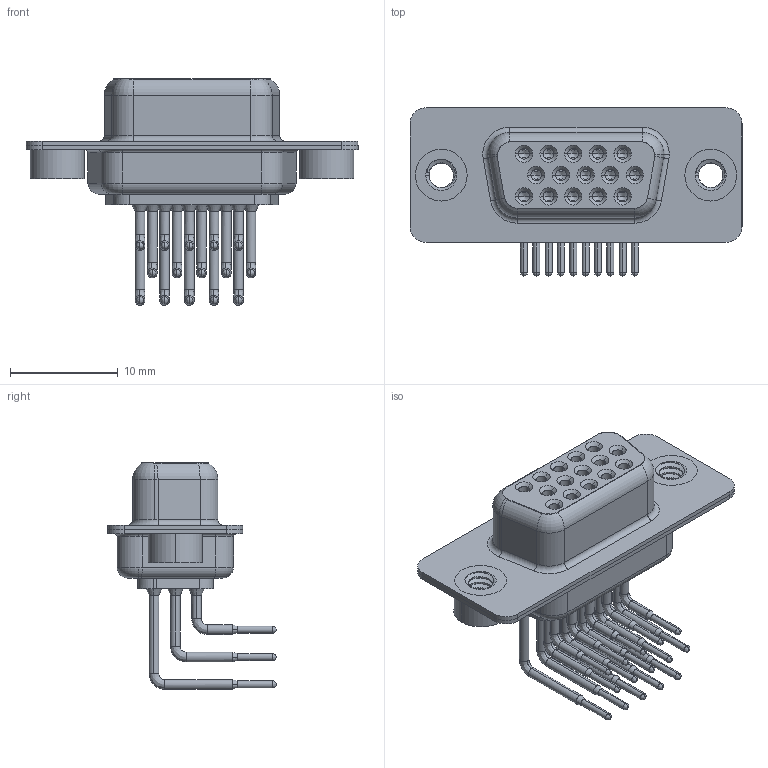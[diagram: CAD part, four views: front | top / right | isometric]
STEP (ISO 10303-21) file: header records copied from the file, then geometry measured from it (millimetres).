
FILE_DESCRIPTION (( 'STEP AP203' ), '1' );
FILE_NAME ('634-M15-663-BN2.STEP', '2018-09-27T21:58:07', ( '' ), ( '' ), 'SwSTEP 2.0', 'SolidWorks 2016', '' );
FILE_SCHEMA (( 'CONFIG_CONTROL_DESIGN' ));
Length unit declared in the file: millimetre
Products named in the file (8): 634M Shell Front_15 Contacts; 634M Shell Rear_15 Contacts; 634M Contact Row 1; 634M Contact Row 2; 634M Housing_15 Contacts; 634M Contact Row 3; 634M 4-40 Threaded Rivet; 634-M15-663-BN2
Assembly tree (20 placements, depth 2):
  634-M15-663-BN2
    634M Housing_15 Contacts
    634M Shell Front_15 Contacts
    634M Shell Rear_15 Contacts
    634M Contact Row 1  x5
    634M Contact Row 2  x5
    634M Contact Row 3  x5
    634M 4-40 Threaded Rivet  x2
Bounding box: 30.8 x 15.6 x 21.02 mm (x, y, z)
Volume: 1739.9 mm3; surface area: 5674.6 mm2
Topology: 20 solids, 20 shells, 1074 faces, 2712 edges, 1704 vertices
Faces by surface type: cylinder 482, plane 292, cone 171, bspline 66, torus 63
Entity records: 19386 total; most frequent: CARTESIAN_POINT 4702, DIRECTION 3079, ORIENTED_EDGE 2668, EDGE_CURVE 1334, AXIS2_PLACEMENT_3D 1279, VERTEX_POINT 847, CIRCLE 710, EDGE_LOOP 665
